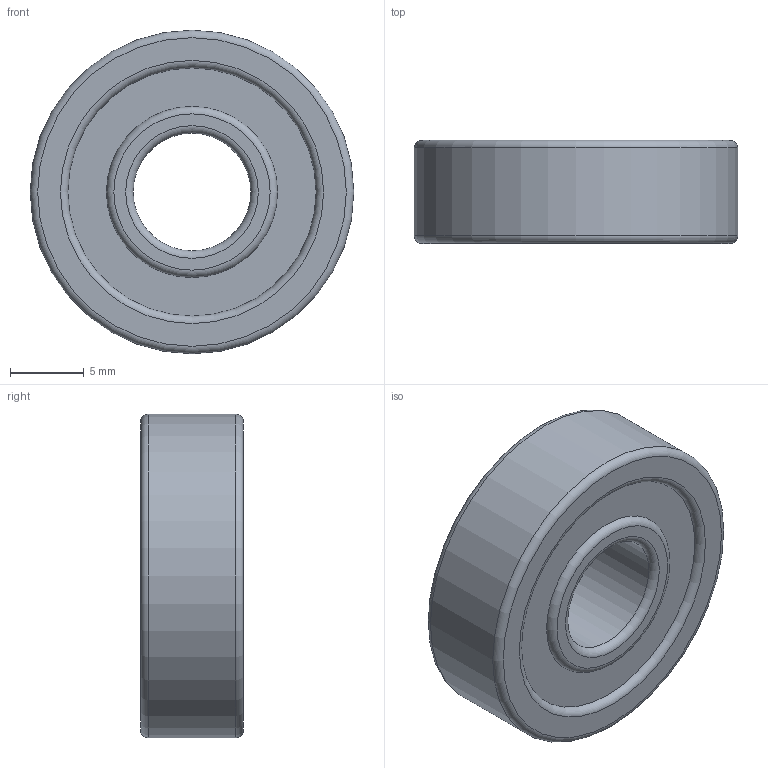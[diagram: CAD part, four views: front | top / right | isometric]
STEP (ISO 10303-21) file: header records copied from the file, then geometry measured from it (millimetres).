
FILE_DESCRIPTION(/* description */ (''),/* implementation_level */ '2;1');
FILE_NAME(/* name */ 'bearing.step',/* time_stamp */ '2024-03-04T11:40:47-07:00',/* author */ (''),/* organization */ (''),/* preprocessor_version */ 'ST-DEVELOPER v20',/* originating_system */ 'Autodesk Translation Framework v12.20.1.177',/* authorisation */ '');
FILE_SCHEMA (('AUTOMOTIVE_DESIGN { 1 0 10303 214 3 1 1 }'));
Length unit declared in the file: inch
Products named in the file (1): bearing
Bounding box: 22 x 7 x 22 mm (x, y, z)
Volume: 1805 mm3; surface area: 2826.1 mm2
Topology: 11 solids, 11 shells, 35 faces, 73 edges, 46 vertices
Faces by surface type: cylinder 10, torus 10, plane 8, sphere 7
Full cylindrical faces by diameter (mm): 8 x1, 11.64 x4, 16.88 x4, 22 x1
Entity records: 951 total; most frequent: DIRECTION 180, CARTESIAN_POINT 141, ORIENTED_EDGE 118, AXIS2_PLACEMENT_3D 85, EDGE_CURVE 59, CIRCLE 49, VERTEX_POINT 46, EDGE_LOOP 43
